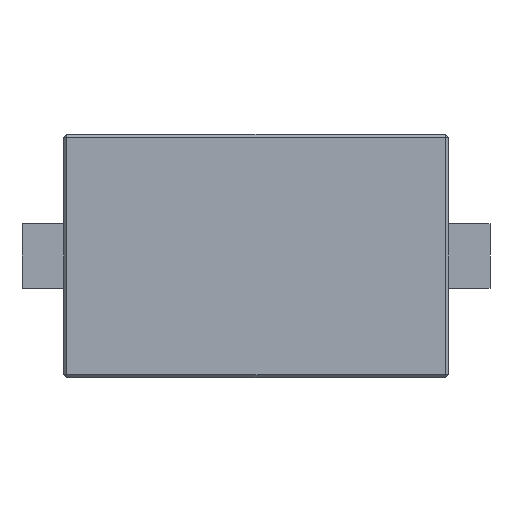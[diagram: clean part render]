
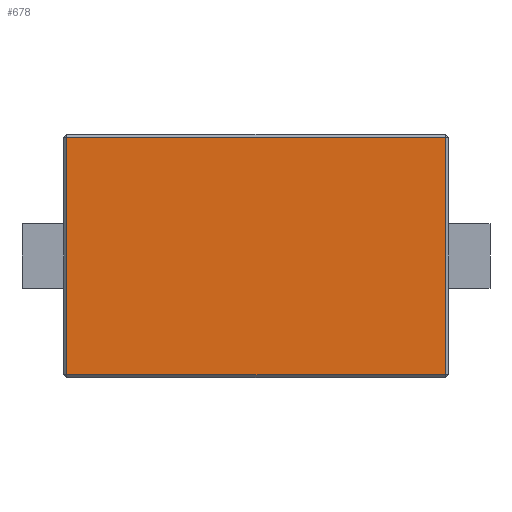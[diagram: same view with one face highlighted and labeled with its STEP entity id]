
A CAD part, front view. The second image highlights one B-rep face of the part: STEP entity #678.
In plain terms, the highlighted planar face has unit normal (0, -1, 0).
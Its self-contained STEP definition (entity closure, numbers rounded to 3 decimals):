
#14 = CARTESIAN_POINT ( 'NONE',  ( -4.5, 0., -0.174 ) ) ;
#54 = AXIS2_PLACEMENT_3D ( 'NONE', #237, #329, #255 ) ;
#71 = VERTEX_POINT ( 'NONE', #1119 ) ;
#98 = EDGE_CURVE ( 'NONE', #157, #71, #1064, .T. ) ;
#146 = PLANE ( 'NONE',  #54 ) ;
#157 = VERTEX_POINT ( 'NONE', #14 ) ;
#212 = CARTESIAN_POINT ( 'NONE',  ( 0., 0., -0.174 ) ) ;
#228 = VECTOR ( 'NONE', #645, 1000. ) ;
#237 = CARTESIAN_POINT ( 'NONE',  ( 0., 0., 0. ) ) ;
#255 = DIRECTION ( 'NONE',  ( 0., 0., -1. ) ) ;
#258 = FACE_OUTER_BOUND ( 'NONE', #1003, .T. ) ;
#260 = EDGE_CURVE ( 'NONE', #649, #157, #533, .T. ) ;
#285 = DIRECTION ( 'NONE',  ( 0., 0., 1. ) ) ;
#316 = CARTESIAN_POINT ( 'NONE',  ( 1.4, 0., 3.526 ) ) ;
#329 = DIRECTION ( 'NONE',  ( 0., -1., 0. ) ) ;
#405 = CARTESIAN_POINT ( 'NONE',  ( -4.5, 0., 3.526 ) ) ;
#413 = VERTEX_POINT ( 'NONE', #316 ) ;
#452 = VECTOR ( 'NONE', #846, 1000. ) ;
#464 = ORIENTED_EDGE ( 'NONE', *, *, #260, .T. ) ;
#533 = LINE ( 'NONE', #619, #842 ) ;
#562 = LINE ( 'NONE', #825, #228 ) ;
#566 = CARTESIAN_POINT ( 'NONE',  ( 1.4, 0., 3.576 ) ) ;
#612 = VECTOR ( 'NONE', #285, 1000. ) ;
#619 = CARTESIAN_POINT ( 'NONE',  ( -4.5, 0., 0. ) ) ;
#645 = DIRECTION ( 'NONE',  ( -1., 0., 0. ) ) ;
#649 = VERTEX_POINT ( 'NONE', #405 ) ;
#678 = ADVANCED_FACE ( 'NONE', ( #258 ), #146, .T. ) ;
#783 = EDGE_CURVE ( 'NONE', #71, #413, #962, .T. ) ;
#825 = CARTESIAN_POINT ( 'NONE',  ( -4.55, 0., 3.526 ) ) ;
#842 = VECTOR ( 'NONE', #1152, 1000. ) ;
#846 = DIRECTION ( 'NONE',  ( 1., 0., 0. ) ) ;
#878 = ORIENTED_EDGE ( 'NONE', *, *, #98, .T. ) ;
#895 = EDGE_CURVE ( 'NONE', #413, #649, #562, .T. ) ;
#930 = ORIENTED_EDGE ( 'NONE', *, *, #895, .T. ) ;
#962 = LINE ( 'NONE', #566, #612 ) ;
#1003 = EDGE_LOOP ( 'NONE', ( #464, #878, #1053, #930 ) ) ;
#1053 = ORIENTED_EDGE ( 'NONE', *, *, #783, .T. ) ;
#1064 = LINE ( 'NONE', #212, #452 ) ;
#1119 = CARTESIAN_POINT ( 'NONE',  ( 1.4, 0., -0.174 ) ) ;
#1152 = DIRECTION ( 'NONE',  ( 0., 0., -1. ) ) ;
